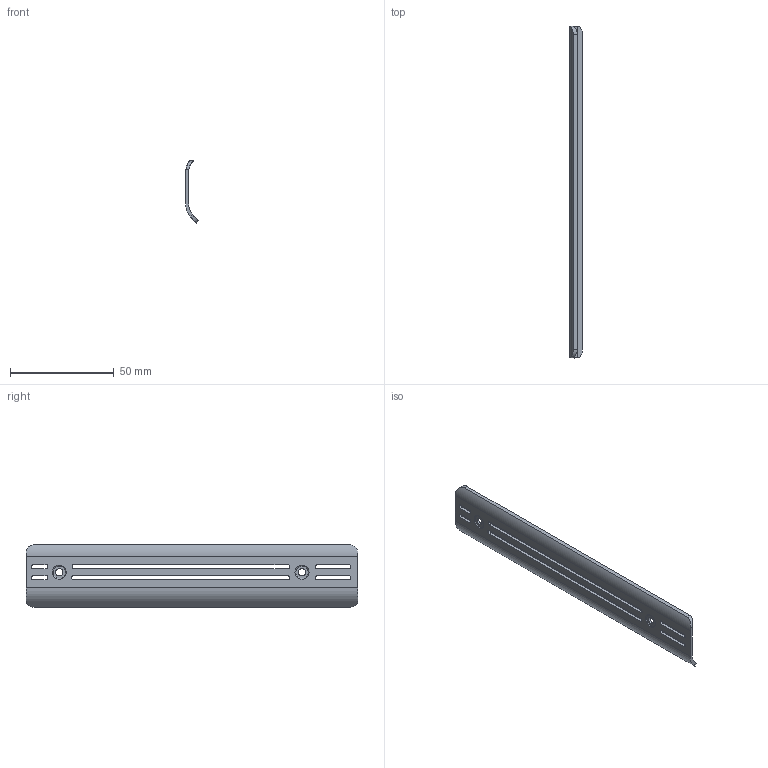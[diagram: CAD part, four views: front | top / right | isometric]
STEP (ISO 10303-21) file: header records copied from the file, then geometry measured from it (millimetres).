
FILE_DESCRIPTION(('HOOPS Exchange Step'),'2;1');
FILE_NAME('temp_export','2026-02-08T07:27:59-06:00',('mobile'),('Shapr3D Limited'),'HOOPS Exchange 2025.9','Shapr3D','Authorized');
FILE_SCHEMA( ('AP242_MANAGED_MODEL_BASED_3D_ENGINEERING_MIM_LF {1 0 10303 442 1 1 4}') );
Length unit declared in the file: millimetre
Products named in the file (3): Side Plates; Back; root
Assembly tree (2 placements, depth 3):
  root
    Back
      Side Plates
Bounding box: 6.26 x 160 x 29.97 mm (x, y, z)
Volume: 6733.1 mm3; surface area: 10472.3 mm2
Topology: 1 solids, 1 shells, 70 faces, 206 edges, 140 vertices
Faces by surface type: cylinder 34, plane 34, cone 2
Full cylindrical faces by diameter (mm): 3.5 x2
Entity records: 2599 total; most frequent: CARTESIAN_POINT 565, DIRECTION 418, ORIENTED_EDGE 412, EDGE_CURVE 206, AXIS2_PLACEMENT_3D 148, VERTEX_POINT 140, VECTOR 122, LINE 122
